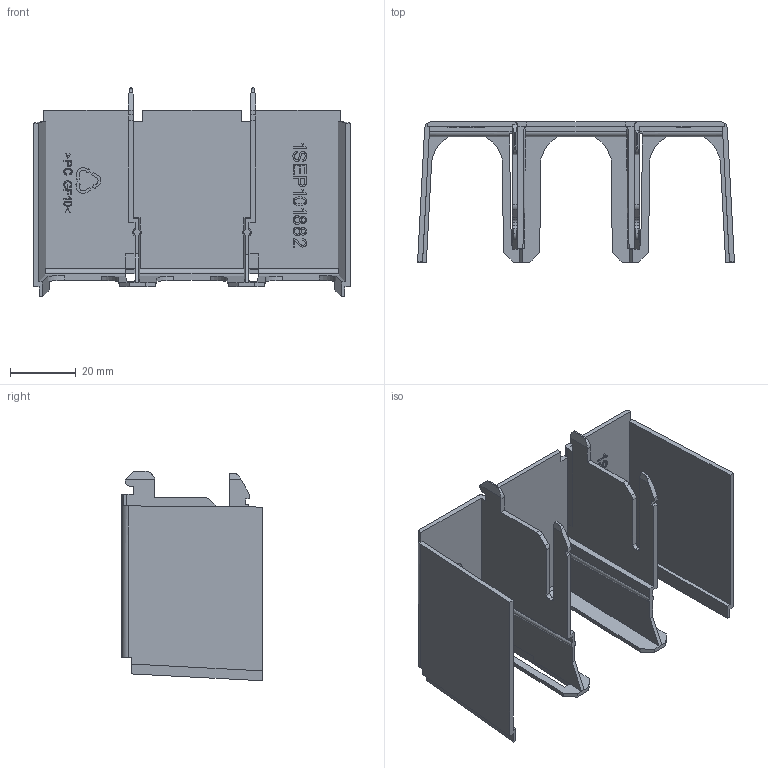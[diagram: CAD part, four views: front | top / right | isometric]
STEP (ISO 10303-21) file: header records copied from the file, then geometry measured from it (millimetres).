
FILE_DESCRIPTION((''),'2;1');
FILE_NAME('1SEP407793R0001_ASM','2021-10-22T11:02:51',('CNJALIN13'),(''),'CREO PARAMETRIC BY PTC INC, 2019164','CREO PARAMETRIC BY PTC INC, 2019164','');
FILE_SCHEMA(('AUTOMOTIVE_DESIGN { 1 0 10303 214 1 1 1 1 }'));
Length unit declared in the file: millimetre
Products named in the file (2): 1SEP101882P0001; 1SEP407793R0001_ASM
Assembly tree (1 placements, depth 2):
  1SEP407793R0001_ASM
    1SEP101882P0001
Bounding box: 96 x 42.5 x 63.5 mm (x, y, z)
Surface area: 29043.6 mm2 (no closed solid volume)
Topology: 0 solids, 1 shells, 465 faces, 1330 edges, 909 vertices
Faces by surface type: plane 286, cylinder 173, cone 4, extrusion 2
Entity records: 16962 total; most frequent: CARTESIAN_POINT 3541, DIRECTION 2626, ORIENTED_EDGE 2620, EDGE_CURVE 1312, VECTOR 956, LINE 954, VERTEX_POINT 873, AXIS2_PLACEMENT_3D 832
